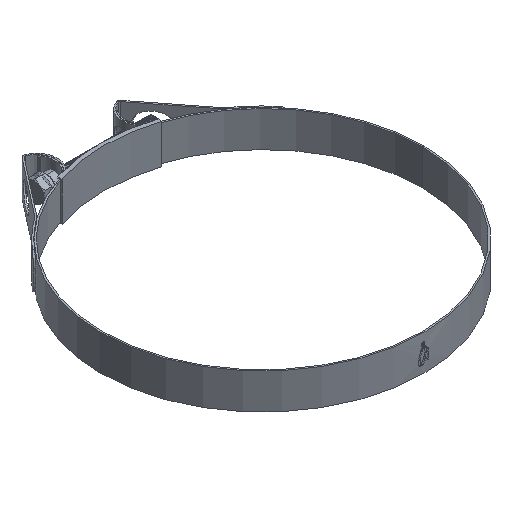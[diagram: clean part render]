
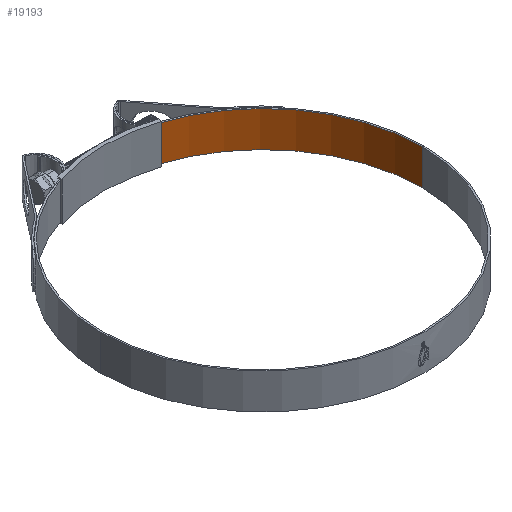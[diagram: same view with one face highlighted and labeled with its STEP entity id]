
A CAD part, isometric view. The second image highlights one B-rep face of the part: STEP entity #19193.
In plain terms, the highlighted cylindrical face has radius 126 mm (diameter 252 mm), a partial arc.
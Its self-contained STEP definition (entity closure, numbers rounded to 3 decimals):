
#1632 = CARTESIAN_POINT ( 'NONE',  ( 36.975, 120.453, 14. ) ) ;
#3915 = ORIENTED_EDGE ( 'NONE', *, *, #34357, .T. ) ;
#3945 = DIRECTION ( 'NONE',  ( 0., 0., -1. ) ) ;
#4428 = DIRECTION ( 'NONE',  ( 0., 0., -1. ) ) ;
#7807 = ORIENTED_EDGE ( 'NONE', *, *, #18490, .F. ) ;
#7982 = FACE_OUTER_BOUND ( 'NONE', #14736, .T. ) ;
#10576 = CYLINDRICAL_SURFACE ( 'NONE', #36345, 126. ) ;
#11205 = DIRECTION ( 'NONE',  ( 0., 0., -1. ) ) ;
#12051 = CIRCLE ( 'NONE', #24079, 126. ) ;
#12719 = LINE ( 'NONE', #18863, #31828 ) ;
#14125 = CARTESIAN_POINT ( 'NONE',  ( 0., 0., 14. ) ) ;
#14541 = ORIENTED_EDGE ( 'NONE', *, *, #21924, .F. ) ;
#14736 = EDGE_LOOP ( 'NONE', ( #7807, #14541, #21514, #3915 ) ) ;
#15321 = CARTESIAN_POINT ( 'NONE',  ( 126., 0., -14. ) ) ;
#15650 = CARTESIAN_POINT ( 'NONE',  ( 0., 0., -14. ) ) ;
#15999 = CARTESIAN_POINT ( 'NONE',  ( 36.975, 120.453, -14. ) ) ;
#18490 = EDGE_CURVE ( 'NONE', #28134, #28324, #20144, .T. ) ;
#18863 = CARTESIAN_POINT ( 'NONE',  ( 36.975, 120.453, 14. ) ) ;
#19193 = ADVANCED_FACE ( 'NONE', ( #7982 ), #10576, .F. ) ;
#20144 = LINE ( 'NONE', #32253, #23016 ) ;
#20643 = DIRECTION ( 'NONE',  ( 0., 0., -1. ) ) ;
#21031 = DIRECTION ( 'NONE',  ( -1., 0., 0. ) ) ;
#21514 = ORIENTED_EDGE ( 'NONE', *, *, #35567, .T. ) ;
#21924 = EDGE_CURVE ( 'NONE', #33187, #28134, #27499, .T. ) ;
#23016 = VECTOR ( 'NONE', #11205, 1000. ) ;
#24079 = AXIS2_PLACEMENT_3D ( 'NONE', #15650, #3945, #28161 ) ;
#24187 = CARTESIAN_POINT ( 'NONE',  ( 0., 0., 14. ) ) ;
#27499 = CIRCLE ( 'NONE', #30636, 126. ) ;
#28134 = VERTEX_POINT ( 'NONE', #29839 ) ;
#28161 = DIRECTION ( 'NONE',  ( -1., 0., 0. ) ) ;
#28324 = VERTEX_POINT ( 'NONE', #15321 ) ;
#29839 = CARTESIAN_POINT ( 'NONE',  ( 126., 0., 14. ) ) ;
#30636 = AXIS2_PLACEMENT_3D ( 'NONE', #24187, #20643, #21031 ) ;
#31828 = VECTOR ( 'NONE', #34153, 1000. ) ;
#32253 = CARTESIAN_POINT ( 'NONE',  ( 126., 0., 14. ) ) ;
#33187 = VERTEX_POINT ( 'NONE', #1632 ) ;
#34153 = DIRECTION ( 'NONE',  ( 0., 0., -1. ) ) ;
#34357 = EDGE_CURVE ( 'NONE', #37315, #28324, #12051, .T. ) ;
#35192 = DIRECTION ( 'NONE',  ( -1., 0., 0. ) ) ;
#35567 = EDGE_CURVE ( 'NONE', #33187, #37315, #12719, .T. ) ;
#36345 = AXIS2_PLACEMENT_3D ( 'NONE', #14125, #4428, #35192 ) ;
#37315 = VERTEX_POINT ( 'NONE', #15999 ) ;
